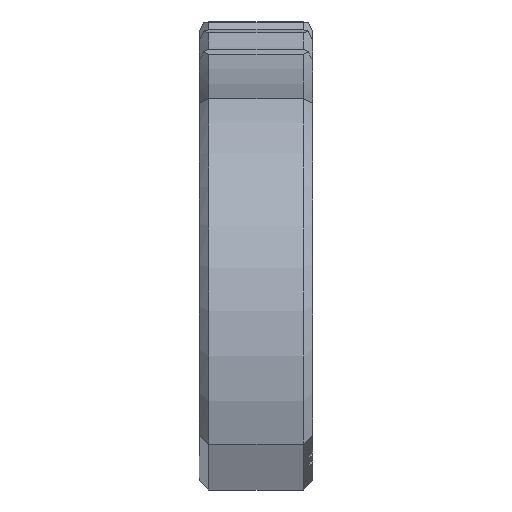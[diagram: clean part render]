
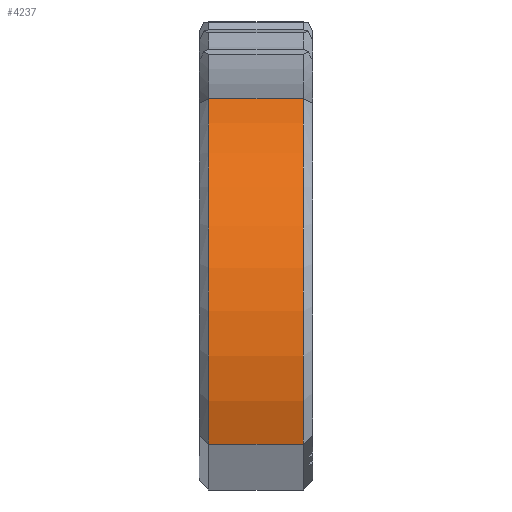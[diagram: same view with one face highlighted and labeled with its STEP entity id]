
A CAD part, front view. The second image highlights one B-rep face of the part: STEP entity #4237.
In plain terms, the highlighted cylindrical face has radius 30.499 mm (diameter 60.998 mm), a partial arc.
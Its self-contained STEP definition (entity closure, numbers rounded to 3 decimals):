
#107 = DIRECTION ( 'NONE',  ( 0., 0., 1. ) ) ;
#137 = DIRECTION ( 'NONE',  ( -1., 0., 0. ) ) ;
#160 = VERTEX_POINT ( 'NONE', #1992 ) ;
#237 = DIRECTION ( 'NONE',  ( 0., 0., -1. ) ) ;
#544 = DIRECTION ( 'NONE',  ( -1., 0., 0. ) ) ;
#671 = DIRECTION ( 'NONE',  ( 1., 0., 0. ) ) ;
#717 = AXIS2_PLACEMENT_3D ( 'NONE', #1803, #3067, #3941 ) ;
#914 = ORIENTED_EDGE ( 'NONE', *, *, #1162, .T. ) ;
#1162 = EDGE_CURVE ( 'NONE', #4695, #4536, #5325, .T. ) ;
#1469 = FACE_OUTER_BOUND ( 'NONE', #3599, .T. ) ;
#1474 = EDGE_CURVE ( 'NONE', #160, #3157, #3493, .T. ) ;
#1578 = EDGE_CURVE ( 'NONE', #4536, #160, #4105, .T. ) ;
#1589 = DIRECTION ( 'NONE',  ( 1., 0., 0. ) ) ;
#1743 = EDGE_CURVE ( 'NONE', #3157, #4695, #2104, .T. ) ;
#1760 = AXIS2_PLACEMENT_3D ( 'NONE', #4692, #137, #107 ) ;
#1772 = CARTESIAN_POINT ( 'NONE',  ( 12., -14.458, 26.854 ) ) ;
#1803 = CARTESIAN_POINT ( 'NONE',  ( 12., 0., 0. ) ) ;
#1992 = CARTESIAN_POINT ( 'NONE',  ( 11., -14.458, 26.854 ) ) ;
#2104 = CIRCLE ( 'NONE', #3595, 30.499 ) ;
#2292 = CYLINDRICAL_SURFACE ( 'NONE', #717, 30.499 ) ;
#2337 = VECTOR ( 'NONE', #1589, 1000. ) ;
#2380 = ORIENTED_EDGE ( 'NONE', *, *, #1578, .T. ) ;
#2518 = VECTOR ( 'NONE', #544, 1000. ) ;
#2541 = CARTESIAN_POINT ( 'NONE',  ( 1., -28.903, -9.738 ) ) ;
#2662 = CARTESIAN_POINT ( 'NONE',  ( 1., -14.458, 26.854 ) ) ;
#2712 = ORIENTED_EDGE ( 'NONE', *, *, #1474, .T. ) ;
#3067 = DIRECTION ( 'NONE',  ( -1., 0., 0. ) ) ;
#3157 = VERTEX_POINT ( 'NONE', #2662 ) ;
#3493 = LINE ( 'NONE', #1772, #2518 ) ;
#3595 = AXIS2_PLACEMENT_3D ( 'NONE', #4407, #671, #237 ) ;
#3599 = EDGE_LOOP ( 'NONE', ( #2712, #3805, #914, #2380 ) ) ;
#3805 = ORIENTED_EDGE ( 'NONE', *, *, #1743, .T. ) ;
#3941 = DIRECTION ( 'NONE',  ( 0., 0., 1. ) ) ;
#4105 = CIRCLE ( 'NONE', #1760, 30.499 ) ;
#4237 = ADVANCED_FACE ( 'NONE', ( #1469 ), #2292, .T. ) ;
#4257 = CARTESIAN_POINT ( 'NONE',  ( 11., -28.903, -9.738 ) ) ;
#4407 = CARTESIAN_POINT ( 'NONE',  ( 1., 0., 0. ) ) ;
#4536 = VERTEX_POINT ( 'NONE', #4257 ) ;
#4692 = CARTESIAN_POINT ( 'NONE',  ( 11., 0., 0. ) ) ;
#4695 = VERTEX_POINT ( 'NONE', #2541 ) ;
#5325 = LINE ( 'NONE', #5348, #2337 ) ;
#5348 = CARTESIAN_POINT ( 'NONE',  ( 0., -28.903, -9.738 ) ) ;
